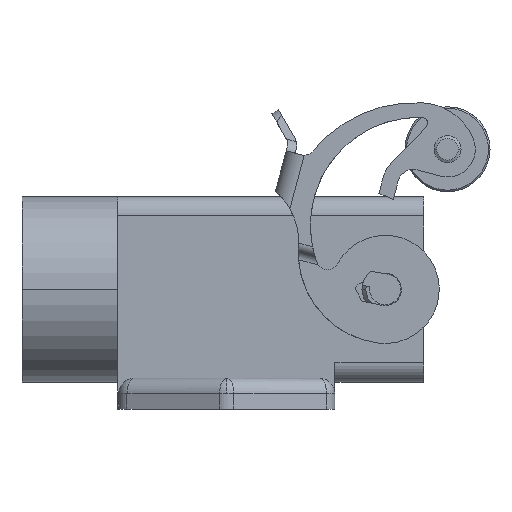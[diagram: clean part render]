
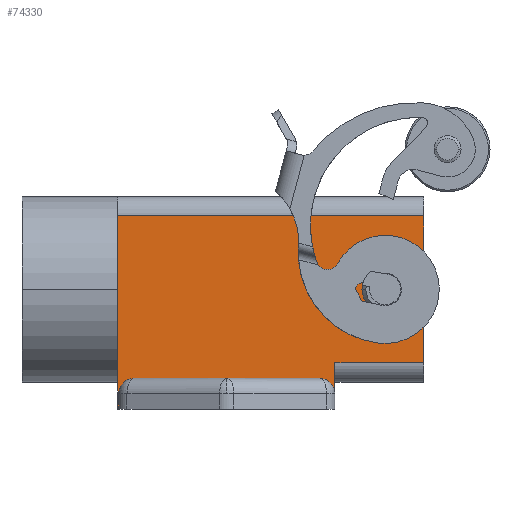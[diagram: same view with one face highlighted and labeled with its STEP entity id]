
A CAD part, front view. The second image highlights one B-rep face of the part: STEP entity #74330.
In plain terms, the highlighted planar face has unit normal (0, -1, 0).
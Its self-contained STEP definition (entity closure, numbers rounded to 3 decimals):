
#8830=CARTESIAN_POINT('',(-12.095,-12.,2.989));
#8840=VERTEX_POINT('',#8830);
#8870=CARTESIAN_POINT('',(-11.642,-12.,1.));
#8880=DIRECTION('',(0.,-1.,0.));
#8890=DIRECTION('',(-1.,-0.,0.));
#8900=AXIS2_PLACEMENT_3D('',#8870,#8880,#8890);
#8910=ELLIPSE('',#8900,4.366,2.);
#8920=CARTESIAN_POINT('',(-11.642,-12.,3.));
#8930=VERTEX_POINT('',#8920);
#8940=EDGE_CURVE('',#8930,#8840,#8910,.T.);
#10030=CARTESIAN_POINT('',(11.642,-12.,3.));
#10040=VERTEX_POINT('',#10030);
#10070=CARTESIAN_POINT('',(11.642,-12.,1.));
#10080=DIRECTION('',(0.,-1.,0.));
#10090=DIRECTION('',(-1.,0.,0.));
#10100=AXIS2_PLACEMENT_3D('',#10070,#10080,#10090);
#10110=ELLIPSE('',#10100,4.366,2.);
#10120=CARTESIAN_POINT('',(12.095,-12.,2.989));
#10130=VERTEX_POINT('',#10120);
#10140=EDGE_CURVE('',#10130,#10040,#10110,.T.);
#10380=CARTESIAN_POINT('',(25.5,-12.,5.));
#10390=DIRECTION('',(-1.,0.,0.));
#10400=VECTOR('',#10390,1.);
#10410=LINE('',#10380,#10400);
#10420=CARTESIAN_POINT('',(25.5,-12.,5.));
#10430=VERTEX_POINT('',#10420);
#10440=CARTESIAN_POINT('',(14.,-12.,5.));
#10450=VERTEX_POINT('',#10440);
#10460=EDGE_CURVE('',#10430,#10450,#10410,.T.);
#13320=CARTESIAN_POINT('',(-14.125,-12.,24.));
#13330=DIRECTION('',(1.,0.,0.));
#13340=VECTOR('',#13330,1.);
#13350=LINE('',#13320,#13340);
#13360=CARTESIAN_POINT('',(-14.125,-12.,24.));
#13370=VERTEX_POINT('',#13360);
#13380=CARTESIAN_POINT('',(25.5,-12.,24.));
#13390=VERTEX_POINT('',#13380);
#13400=EDGE_CURVE('',#13370,#13390,#13350,.T.);
#46550=CARTESIAN_POINT('',(14.,-12.,-1.));
#46560=VERTEX_POINT('',#46550);
#46590=CARTESIAN_POINT('',(14.,-12.,0.));
#46600=DIRECTION('',(0.,-0.,-1.));
#46610=VECTOR('',#46600,1.);
#46620=LINE('',#46590,#46610);
#46630=EDGE_CURVE('',#10450,#46560,#46620,.T.);
#56880=CARTESIAN_POINT('',(-14.125,-12.,-1.));
#56890=VERTEX_POINT('',#56880);
#56920=CARTESIAN_POINT('',(0.,-12.,-1.));
#56930=DIRECTION('',(-1.,-0.,0.));
#56940=VECTOR('',#56930,1.);
#56950=LINE('',#56920,#56940);
#56960=CARTESIAN_POINT('',(-13.991,-12.,-1.));
#56970=VERTEX_POINT('',#56960);
#56980=EDGE_CURVE('',#56970,#56890,#56950,.T.);
#57390=CARTESIAN_POINT('',(13.991,-12.,-1.));
#57400=VERTEX_POINT('',#57390);
#57430=CARTESIAN_POINT('',(0.,-12.,-1.));
#57440=DIRECTION('',(-1.,-0.,0.));
#57450=VECTOR('',#57440,1.);
#57460=LINE('',#57430,#57450);
#57470=EDGE_CURVE('',#46560,#57400,#57460,.T.);
#60580=CARTESIAN_POINT('',(-14.125,-12.,14.5));
#60590=VERTEX_POINT('',#60580);
#61520=CARTESIAN_POINT('',(-14.125,-12.,0.));
#61530=DIRECTION('',(-0.,-0.,-1.));
#61540=VECTOR('',#61530,1.);
#61550=LINE('',#61520,#61540);
#61560=EDGE_CURVE('',#13370,#60590,#61550,.T.);
#61830=CARTESIAN_POINT('',(-14.125,-12.,0.));
#61840=DIRECTION('',(-0.,-0.,-1.));
#61850=VECTOR('',#61840,1.);
#61860=LINE('',#61830,#61850);
#61870=EDGE_CURVE('',#60590,#56890,#61860,.T.);
#65090=CARTESIAN_POINT('',(0.,-12.,3.));
#65100=DIRECTION('',(-1.,-0.,-0.));
#65110=VECTOR('',#65100,1.);
#65120=LINE('',#65090,#65110);
#65130=EDGE_CURVE('',#10040,#8930,#65120,.T.);
#71540=CARTESIAN_POINT('',(17.5,-12.,14.5));
#71550=VERTEX_POINT('',#71540);
#71580=CARTESIAN_POINT('',(20.5,-12.,14.5));
#71590=DIRECTION('',(0.,1.,0.));
#71600=DIRECTION('',(1.,-0.,0.));
#71610=AXIS2_PLACEMENT_3D('',#71580,#71590,#71600);
#71620=CIRCLE('',#71610,3.);
#71630=CARTESIAN_POINT('',(20.5,-12.,17.5));
#71640=VERTEX_POINT('',#71630);
#71650=EDGE_CURVE('',#71550,#71640,#71620,.T.);
#71670=CARTESIAN_POINT('',(23.5,-12.,14.5));
#71680=VERTEX_POINT('',#71670);
#71690=EDGE_CURVE('',#71640,#71680,#71620,.T.);
#73740=CARTESIAN_POINT('',(-18.088,-12.,26.3));
#73750=DIRECTION('',(0.,-1.,0.));
#73760=DIRECTION('',(-1.,-0.,0.));
#73770=AXIS2_PLACEMENT_3D('',#73740,#73750,#73760);
#73780=PLANE('',#73770);
#73790=EDGE_CURVE('',#71680,#71550,#71620,.T.);
#73800=ORIENTED_EDGE('',*,*,#73790,.T.);
#73810=ORIENTED_EDGE('',*,*,#71690,.T.);
#73820=ORIENTED_EDGE('',*,*,#71650,.T.);
#73830=EDGE_LOOP('',(#73820,#73810,#73800));
#73840=FACE_BOUND('',#73830,.T.);
#73850=ORIENTED_EDGE('',*,*,#57470,.F.);
#73860=CARTESIAN_POINT('',(13.991,-12.,0.5));
#73870=DIRECTION('',(0.,0.,1.));
#73880=VECTOR('',#73870,1.);
#73890=LINE('',#73860,#73880);
#73900=CARTESIAN_POINT('',(13.991,-12.,1.));
#73910=VERTEX_POINT('',#73900);
#73920=EDGE_CURVE('',#57400,#73910,#73890,.T.);
#73930=ORIENTED_EDGE('',*,*,#73920,.F.);
#73940=CARTESIAN_POINT('',(12.,-12.,1.));
#73950=DIRECTION('',(0.,-1.,0.));
#73960=DIRECTION('',(-1.,0.,0.));
#73970=AXIS2_PLACEMENT_3D('',#73940,#73950,#73960);
#73980=CIRCLE('',#73970,1.991);
#73990=EDGE_CURVE('',#73910,#10130,#73980,.T.);
#74000=ORIENTED_EDGE('',*,*,#73990,.F.);
#74010=ORIENTED_EDGE('',*,*,#10140,.F.);
#74020=ORIENTED_EDGE('',*,*,#65130,.F.);
#74030=ORIENTED_EDGE('',*,*,#8940,.F.);
#74040=CARTESIAN_POINT('',(-12.,-12.,1.));
#74050=DIRECTION('',(0.,-1.,0.));
#74060=DIRECTION('',(-1.,0.,0.));
#74070=AXIS2_PLACEMENT_3D('',#74040,#74050,#74060);
#74080=CIRCLE('',#74070,1.991);
#74090=CARTESIAN_POINT('',(-13.991,-12.,1.));
#74100=VERTEX_POINT('',#74090);
#74110=EDGE_CURVE('',#8840,#74100,#74080,.T.);
#74120=ORIENTED_EDGE('',*,*,#74110,.F.);
#74130=CARTESIAN_POINT('',(-13.991,-12.,0.5));
#74140=DIRECTION('',(-0.,-0.,-1.));
#74150=VECTOR('',#74140,1.);
#74160=LINE('',#74130,#74150);
#74170=EDGE_CURVE('',#74100,#56970,#74160,.T.);
#74180=ORIENTED_EDGE('',*,*,#74170,.F.);
#74190=ORIENTED_EDGE('',*,*,#56980,.F.);
#74200=ORIENTED_EDGE('',*,*,#61870,.T.);
#74210=ORIENTED_EDGE('',*,*,#61560,.T.);
#74220=ORIENTED_EDGE('',*,*,#13400,.F.);
#74230=CARTESIAN_POINT('',(25.5,-12.,0.));
#74240=DIRECTION('',(-0.,0.,1.));
#74250=VECTOR('',#74240,1.);
#74260=LINE('',#74230,#74250);
#74270=EDGE_CURVE('',#10430,#13390,#74260,.T.);
#74280=ORIENTED_EDGE('',*,*,#74270,.T.);
#74290=ORIENTED_EDGE('',*,*,#10460,.F.);
#74300=ORIENTED_EDGE('',*,*,#46630,.F.);
#74310=EDGE_LOOP('',(#74300,#74290,#74280,#74220,#74210,#74200,#74190,
#74180,#74120,#74030,#74020,#74010,#74000,#73930,#73850));
#74320=FACE_OUTER_BOUND('',#74310,.T.);
#74330=ADVANCED_FACE('',(#73840,#74320),#73780,.T.);
